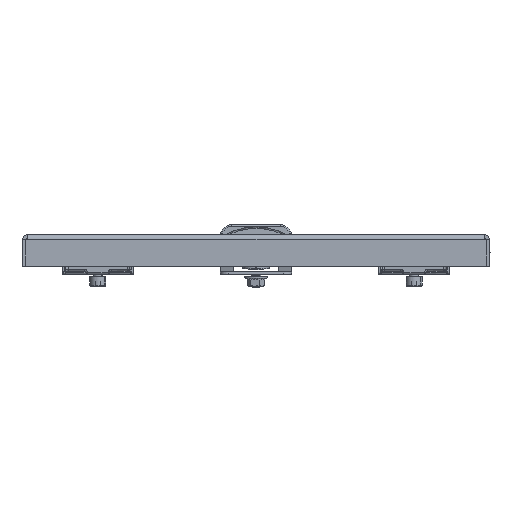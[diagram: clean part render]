
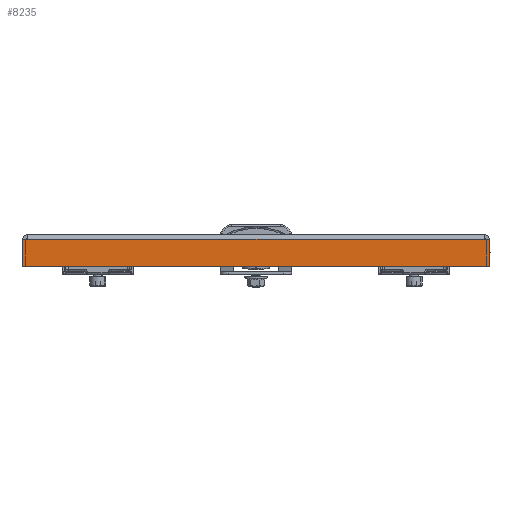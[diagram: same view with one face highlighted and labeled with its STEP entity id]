
A CAD part, left-side view. The second image highlights one B-rep face of the part: STEP entity #8235.
In plain terms, the highlighted planar face has unit normal (-1, 0, 0).
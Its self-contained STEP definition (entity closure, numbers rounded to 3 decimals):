
#2246 = LINE ( 'NONE', #5284, #2249 ) ;
#2249 = VECTOR ( 'NONE', #5286, 1000. ) ;
#2250 = LINE ( 'NONE', #5285, #2255 ) ;
#2255 = VECTOR ( 'NONE', #5291, 1000. ) ;
#2258 = LINE ( 'NONE', #5296, #2261 ) ;
#2261 = VECTOR ( 'NONE', #5297, 1000. ) ;
#2264 = LINE ( 'NONE', #5292, #2269 ) ;
#2266 = LINE ( 'NONE', #5301, #2275 ) ;
#2269 = VECTOR ( 'NONE', #5304, 1000. ) ;
#2274 = LINE ( 'NONE', #5310, #2277 ) ;
#2275 = VECTOR ( 'NONE', #5309, 1000. ) ;
#2277 = VECTOR ( 'NONE', #5311, 1000. ) ;
#4407 = CARTESIAN_POINT ( 'NONE',  ( -297., -147.5, -3. ) ) ;
#4411 = CARTESIAN_POINT ( 'NONE',  ( -297., 147.5, -20. ) ) ;
#4417 = CARTESIAN_POINT ( 'NONE',  ( -297., 147.5, -3. ) ) ;
#4419 = CARTESIAN_POINT ( 'NONE',  ( -297., -147.5, -20. ) ) ;
#4420 = CARTESIAN_POINT ( 'NONE',  ( -297., -144.5, -3. ) ) ;
#4426 = CARTESIAN_POINT ( 'NONE',  ( -297., 144.5, -3. ) ) ;
#5284 = CARTESIAN_POINT ( 'NONE',  ( -297., -147.5, -3. ) ) ;
#5285 = CARTESIAN_POINT ( 'NONE',  ( -297., 0., -20. ) ) ;
#5286 = DIRECTION ( 'NONE',  ( 0., -1., 0. ) ) ;
#5291 = DIRECTION ( 'NONE',  ( 0., -1., 0. ) ) ;
#5292 = CARTESIAN_POINT ( 'NONE',  ( -297., 147.5, 0. ) ) ;
#5296 = CARTESIAN_POINT ( 'NONE',  ( -297., -147.5, 0. ) ) ;
#5297 = DIRECTION ( 'NONE',  ( 0., 0., 1. ) ) ;
#5301 = CARTESIAN_POINT ( 'NONE',  ( -297., -147.5, -3. ) ) ;
#5304 = DIRECTION ( 'NONE',  ( 0., 0., -1. ) ) ;
#5309 = DIRECTION ( 'NONE',  ( 0., -1., 0. ) ) ;
#5310 = CARTESIAN_POINT ( 'NONE',  ( -297., -147.5, -3. ) ) ;
#5311 = DIRECTION ( 'NONE',  ( 0., -1., 0. ) ) ;
#8235 = ADVANCED_FACE ( 'NONE', ( #16100 ), #31098, .F. ) ;
#13988 = AXIS2_PLACEMENT_3D ( 'NONE', #31112, #31093, #31091 ) ;
#15104 = EDGE_CURVE ( 'NONE', #16323, #16320, #2246, .T. ) ;
#15111 = EDGE_CURVE ( 'NONE', #16315, #16319, #2250, .T. ) ;
#15117 = EDGE_CURVE ( 'NONE', #16319, #16313, #2258, .T. ) ;
#15125 = EDGE_CURVE ( 'NONE', #16318, #16315, #2264, .T. ) ;
#15131 = EDGE_CURVE ( 'NONE', #16320, #16313, #2266, .T. ) ;
#15133 = EDGE_CURVE ( 'NONE', #16318, #16323, #2274, .T. ) ;
#16100 = FACE_OUTER_BOUND ( 'NONE', #21876, .T. ) ;
#16313 = VERTEX_POINT ( 'NONE', #4407 ) ;
#16315 = VERTEX_POINT ( 'NONE', #4411 ) ;
#16318 = VERTEX_POINT ( 'NONE', #4417 ) ;
#16319 = VERTEX_POINT ( 'NONE', #4419 ) ;
#16320 = VERTEX_POINT ( 'NONE', #4420 ) ;
#16323 = VERTEX_POINT ( 'NONE', #4426 ) ;
#21876 = EDGE_LOOP ( 'NONE', ( #28315, #28316, #28317, #28318, #28319, #28320 ) ) ;
#28315 = ORIENTED_EDGE ( 'NONE', *, *, #15133, .F. ) ;
#28316 = ORIENTED_EDGE ( 'NONE', *, *, #15125, .T. ) ;
#28317 = ORIENTED_EDGE ( 'NONE', *, *, #15111, .T. ) ;
#28318 = ORIENTED_EDGE ( 'NONE', *, *, #15117, .T. ) ;
#28319 = ORIENTED_EDGE ( 'NONE', *, *, #15131, .F. ) ;
#28320 = ORIENTED_EDGE ( 'NONE', *, *, #15104, .F. ) ;
#31091 = DIRECTION ( 'NONE',  ( 0., 0., -1. ) ) ;
#31093 = DIRECTION ( 'NONE',  ( 1., 0., 0. ) ) ;
#31098 = PLANE ( 'NONE',  #13988 ) ;
#31112 = CARTESIAN_POINT ( 'NONE',  ( -297., 0., 0. ) ) ;
